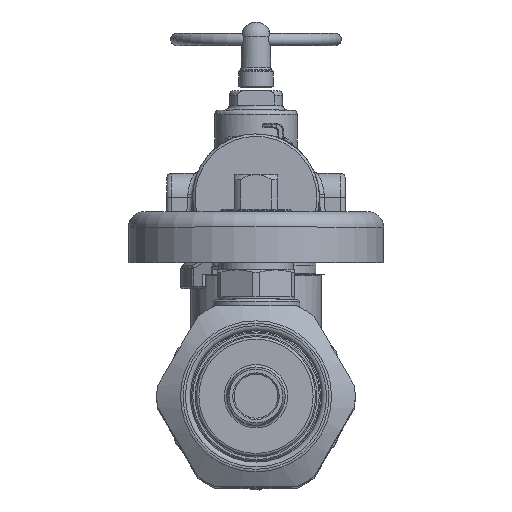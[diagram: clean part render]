
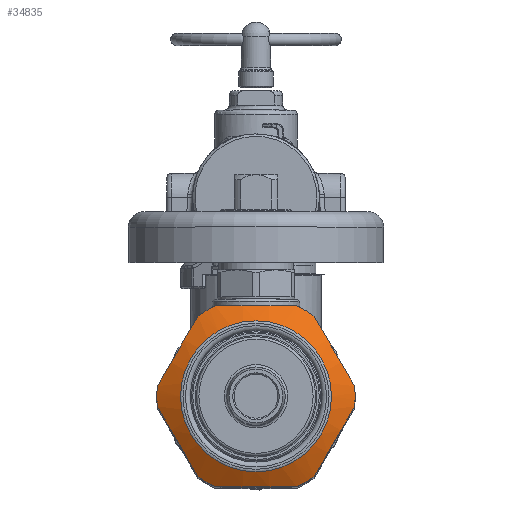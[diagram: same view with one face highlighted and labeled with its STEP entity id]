
A CAD part, top view. The second image highlights one B-rep face of the part: STEP entity #34835.
In plain terms, the highlighted conical face has half-angle 60 degrees and reference radius 17.78 mm.
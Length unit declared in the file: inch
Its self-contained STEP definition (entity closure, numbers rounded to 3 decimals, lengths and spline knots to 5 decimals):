
#82=(
BOUNDED_CURVE()
B_SPLINE_CURVE(2,(#133319,#133320,#133321),.UNSPECIFIED.,.F.,.F.)
B_SPLINE_CURVE_WITH_KNOTS((3,3),(0.,1.67512),.UNSPECIFIED.)
CURVE()
GEOMETRIC_REPRESENTATION_ITEM()
RATIONAL_B_SPLINE_CURVE((1.,1.096,1.))
REPRESENTATION_ITEM('')
);
#83=(
BOUNDED_CURVE()
B_SPLINE_CURVE(2,(#133325,#133326,#133327),.UNSPECIFIED.,.F.,.F.)
B_SPLINE_CURVE_WITH_KNOTS((3,3),(0.,1.67512),.UNSPECIFIED.)
CURVE()
GEOMETRIC_REPRESENTATION_ITEM()
RATIONAL_B_SPLINE_CURVE((1.,1.096,1.))
REPRESENTATION_ITEM('')
);
#84=(
BOUNDED_CURVE()
B_SPLINE_CURVE(2,(#133331,#133332,#133333),.UNSPECIFIED.,.F.,.F.)
B_SPLINE_CURVE_WITH_KNOTS((3,3),(0.,1.67512),.UNSPECIFIED.)
CURVE()
GEOMETRIC_REPRESENTATION_ITEM()
RATIONAL_B_SPLINE_CURVE((1.,1.096,1.))
REPRESENTATION_ITEM('')
);
#85=(
BOUNDED_CURVE()
B_SPLINE_CURVE(2,(#133337,#133338,#133339),.UNSPECIFIED.,.F.,.F.)
B_SPLINE_CURVE_WITH_KNOTS((3,3),(0.,1.67512),.UNSPECIFIED.)
CURVE()
GEOMETRIC_REPRESENTATION_ITEM()
RATIONAL_B_SPLINE_CURVE((1.,1.096,1.))
REPRESENTATION_ITEM('')
);
#86=(
BOUNDED_CURVE()
B_SPLINE_CURVE(2,(#133343,#133344,#133345),.UNSPECIFIED.,.F.,.F.)
B_SPLINE_CURVE_WITH_KNOTS((3,3),(0.,1.67512),.UNSPECIFIED.)
CURVE()
GEOMETRIC_REPRESENTATION_ITEM()
RATIONAL_B_SPLINE_CURVE((1.,1.096,1.))
REPRESENTATION_ITEM('')
);
#87=(
BOUNDED_CURVE()
B_SPLINE_CURVE(2,(#133349,#133350,#133351),.UNSPECIFIED.,.F.,.F.)
B_SPLINE_CURVE_WITH_KNOTS((3,3),(0.,1.67512),.UNSPECIFIED.)
CURVE()
GEOMETRIC_REPRESENTATION_ITEM()
RATIONAL_B_SPLINE_CURVE((1.,1.096,1.))
REPRESENTATION_ITEM('')
);
#2825=CONICAL_SURFACE('',#38325,0.7,1.047);
#4823=FACE_OUTER_BOUND('',#7185,.T.);
#7185=EDGE_LOOP('',(#29990,#29991,#29992,#29993,#29994,#29995,#29996,#29997,
#29998,#29999,#30000,#30001,#30002,#30003,#30004,#30005));
#10793=CIRCLE('',#38322,0.60928);
#10795=CIRCLE('',#38326,0.8);
#10796=CIRCLE('',#38327,0.8);
#10797=CIRCLE('',#38328,0.8);
#10798=CIRCLE('',#38329,0.8);
#10799=CIRCLE('',#38330,0.8);
#10800=CIRCLE('',#38331,0.8);
#10801=CIRCLE('',#38332,0.8);
#12192=LINE('',#133315,#13355);
#13355=VECTOR('',#45695,0.7);
#16006=VERTEX_POINT('',#133307);
#16008=VERTEX_POINT('',#133314);
#16009=VERTEX_POINT('',#133316);
#16010=VERTEX_POINT('',#133318);
#16011=VERTEX_POINT('',#133322);
#16012=VERTEX_POINT('',#133324);
#16013=VERTEX_POINT('',#133328);
#16014=VERTEX_POINT('',#133330);
#16015=VERTEX_POINT('',#133334);
#16016=VERTEX_POINT('',#133336);
#16017=VERTEX_POINT('',#133340);
#16018=VERTEX_POINT('',#133342);
#16019=VERTEX_POINT('',#133346);
#16020=VERTEX_POINT('',#133348);
#20733=EDGE_CURVE('',#16006,#16006,#10793,.T.);
#20735=EDGE_CURVE('',#16006,#16008,#12192,.T.);
#20736=EDGE_CURVE('',#16009,#16008,#10795,.T.);
#20737=EDGE_CURVE('',#16010,#16009,#82,.T.);
#20738=EDGE_CURVE('',#16011,#16010,#10796,.T.);
#20739=EDGE_CURVE('',#16012,#16011,#83,.T.);
#20740=EDGE_CURVE('',#16013,#16012,#10797,.T.);
#20741=EDGE_CURVE('',#16014,#16013,#84,.T.);
#20742=EDGE_CURVE('',#16015,#16014,#10798,.T.);
#20743=EDGE_CURVE('',#16016,#16015,#85,.T.);
#20744=EDGE_CURVE('',#16017,#16016,#10799,.T.);
#20745=EDGE_CURVE('',#16018,#16017,#86,.T.);
#20746=EDGE_CURVE('',#16019,#16018,#10800,.T.);
#20747=EDGE_CURVE('',#16020,#16019,#87,.T.);
#20748=EDGE_CURVE('',#16008,#16020,#10801,.T.);
#29990=ORIENTED_EDGE('',*,*,#20733,.F.);
#29991=ORIENTED_EDGE('',*,*,#20735,.T.);
#29992=ORIENTED_EDGE('',*,*,#20736,.F.);
#29993=ORIENTED_EDGE('',*,*,#20737,.F.);
#29994=ORIENTED_EDGE('',*,*,#20738,.F.);
#29995=ORIENTED_EDGE('',*,*,#20739,.F.);
#29996=ORIENTED_EDGE('',*,*,#20740,.F.);
#29997=ORIENTED_EDGE('',*,*,#20741,.F.);
#29998=ORIENTED_EDGE('',*,*,#20742,.F.);
#29999=ORIENTED_EDGE('',*,*,#20743,.F.);
#30000=ORIENTED_EDGE('',*,*,#20744,.F.);
#30001=ORIENTED_EDGE('',*,*,#20745,.F.);
#30002=ORIENTED_EDGE('',*,*,#20746,.F.);
#30003=ORIENTED_EDGE('',*,*,#20747,.F.);
#30004=ORIENTED_EDGE('',*,*,#20748,.F.);
#30005=ORIENTED_EDGE('',*,*,#20735,.F.);
#34835=ADVANCED_FACE('',(#4823),#2825,.T.);
#38322=AXIS2_PLACEMENT_3D('',#133309,#45687,#45688);
#38325=AXIS2_PLACEMENT_3D('',#133313,#45693,#45694);
#38326=AXIS2_PLACEMENT_3D('',#133317,#45696,#45697);
#38327=AXIS2_PLACEMENT_3D('',#133323,#45698,#45699);
#38328=AXIS2_PLACEMENT_3D('',#133329,#45700,#45701);
#38329=AXIS2_PLACEMENT_3D('',#133335,#45702,#45703);
#38330=AXIS2_PLACEMENT_3D('',#133341,#45704,#45705);
#38331=AXIS2_PLACEMENT_3D('',#133347,#45706,#45707);
#38332=AXIS2_PLACEMENT_3D('',#133352,#45708,#45709);
#45687=DIRECTION('center_axis',(0.,0.,
1.));
#45688=DIRECTION('ref_axis',(-1.,0.,0.));
#45693=DIRECTION('center_axis',(0.,0.,-1.));
#45694=DIRECTION('ref_axis',(1.,0.,0.));
#45695=DIRECTION('',(-0.866,0.,-0.5));
#45696=DIRECTION('center_axis',(0.,0.,-1.));
#45697=DIRECTION('ref_axis',(-1.,0.,0.));
#45698=DIRECTION('center_axis',(0.,0.,-1.));
#45699=DIRECTION('ref_axis',(-1.,0.,0.));
#45700=DIRECTION('center_axis',(0.,0.,-1.));
#45701=DIRECTION('ref_axis',(-1.,0.,0.));
#45702=DIRECTION('center_axis',(0.,0.,-1.));
#45703=DIRECTION('ref_axis',(-1.,0.,0.));
#45704=DIRECTION('center_axis',(0.,0.,-1.));
#45705=DIRECTION('ref_axis',(-1.,0.,0.));
#45706=DIRECTION('center_axis',(0.,0.,-1.));
#45707=DIRECTION('ref_axis',(-1.,0.,0.));
#45708=DIRECTION('center_axis',(0.,0.,-1.));
#45709=DIRECTION('ref_axis',(-1.,0.,0.));
#133307=CARTESIAN_POINT('',(-0.60928,0.,0.62464));
#133309=CARTESIAN_POINT('Origin',(0.,0.,
0.62464));
#133313=CARTESIAN_POINT('Origin',(0.,0.,0.57226));
#133314=CARTESIAN_POINT('',(-0.8,0.,0.51453));
#133315=CARTESIAN_POINT('',(-0.7,0.,0.57226));
#133316=CARTESIAN_POINT('',(-0.79583,-0.08158,0.51453));
#133317=CARTESIAN_POINT('Origin',(0.,0.,0.51453));
#133318=CARTESIAN_POINT('',(-0.46857,-0.64842,0.51453));
#133319=CARTESIAN_POINT('Ctrl Pts',(-0.46857,-0.64842,
0.51453));
#133320=CARTESIAN_POINT('Ctrl Pts',(-0.6322,-0.365,0.59182));
#133321=CARTESIAN_POINT('Ctrl Pts',(-0.79583,-0.08158,
0.51453));
#133322=CARTESIAN_POINT('',(-0.32726,-0.73,0.51453));
#133323=CARTESIAN_POINT('Origin',(0.,0.,0.51453));
#133324=CARTESIAN_POINT('',(0.32726,-0.73,0.51453));
#133325=CARTESIAN_POINT('Ctrl Pts',(0.32726,-0.73,0.51453));
#133326=CARTESIAN_POINT('Ctrl Pts',(0.,-0.73,0.59182));
#133327=CARTESIAN_POINT('Ctrl Pts',(-0.32726,-0.73,0.51453));
#133328=CARTESIAN_POINT('',(0.46857,-0.64842,0.51453));
#133329=CARTESIAN_POINT('Origin',(0.,0.,0.51453));
#133330=CARTESIAN_POINT('',(0.79583,-0.08158,0.51453));
#133331=CARTESIAN_POINT('Ctrl Pts',(0.79583,-0.08158,
0.51453));
#133332=CARTESIAN_POINT('Ctrl Pts',(0.6322,-0.365,
0.59182));
#133333=CARTESIAN_POINT('Ctrl Pts',(0.46857,-0.64842,
0.51453));
#133334=CARTESIAN_POINT('',(0.79583,0.08158,0.51453));
#133335=CARTESIAN_POINT('Origin',(0.,0.,0.51453));
#133336=CARTESIAN_POINT('',(0.46857,0.64842,0.51453));
#133337=CARTESIAN_POINT('Ctrl Pts',(0.46857,0.64842,
0.51453));
#133338=CARTESIAN_POINT('Ctrl Pts',(0.6322,0.365,0.59182));
#133339=CARTESIAN_POINT('Ctrl Pts',(0.79583,0.08158,
0.51453));
#133340=CARTESIAN_POINT('',(0.32726,0.73,0.51453));
#133341=CARTESIAN_POINT('Origin',(0.,0.,0.51453));
#133342=CARTESIAN_POINT('',(-0.32726,0.73,0.51453));
#133343=CARTESIAN_POINT('Ctrl Pts',(-0.32726,0.73,
0.51453));
#133344=CARTESIAN_POINT('Ctrl Pts',(0.,0.73,0.59182));
#133345=CARTESIAN_POINT('Ctrl Pts',(0.32726,0.73,0.51453));
#133346=CARTESIAN_POINT('',(-0.46857,0.64842,0.51453));
#133347=CARTESIAN_POINT('Origin',(0.,0.,0.51453));
#133348=CARTESIAN_POINT('',(-0.79583,0.08158,0.51453));
#133349=CARTESIAN_POINT('Ctrl Pts',(-0.79583,0.08158,
0.51453));
#133350=CARTESIAN_POINT('Ctrl Pts',(-0.6322,0.365,
0.59182));
#133351=CARTESIAN_POINT('Ctrl Pts',(-0.46857,0.64842,
0.51453));
#133352=CARTESIAN_POINT('Origin',(0.,0.,0.51453));
